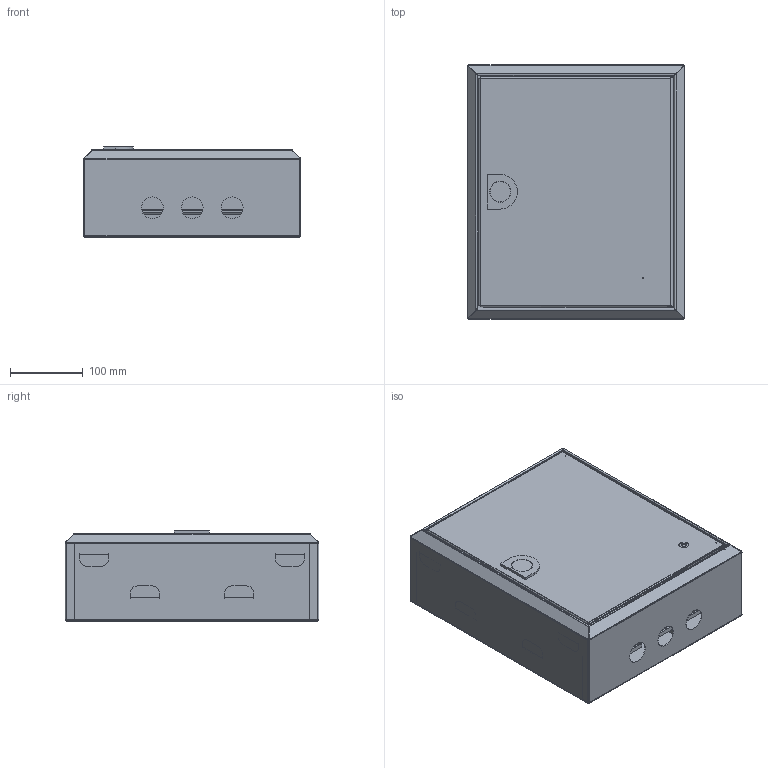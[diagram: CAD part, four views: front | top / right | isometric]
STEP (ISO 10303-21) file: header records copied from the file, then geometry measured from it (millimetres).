
FILE_DESCRIPTION (( 'STEP AP203' ), '1' );
FILE_NAME ('ÙÐÍ-24 ñ øèíàìè (350õ300õ120) IP31 EKF PROxima.STEP', '2021-07-13T07:55:34', ( '' ), ( '' ), 'SwSTEP 2.0', 'SolidWorks 2021', '' );
FILE_SCHEMA (( 'CONFIG_CONTROL_DESIGN' ));
Length unit declared in the file: millimetre
Products named in the file (29): ÌÈ-483.01.01.000 Ñòåíêà ïðàâàÿ â ñáîðå; Çàìîê ïëàñòèêîâûé; Øïèëüêà Ì6õ12; øïèëüêà îáìåäíåííàÿ Ì4õ16; hex nut style 1 gradeab_din_Hexagon Nut ISO 4032 - M4 - W - N; 63.12; ÌÈ-483.02.00.000 Äâåðü â ñáîðå; 櫻蠉錪; ÌÈ-483.03.00.000 Ôàëüøïàíåëü â ñáîðå; 櫻蠉錪_1; ÌÈ-1664.01.01.001 Ñòåíêà ëåâàÿ; ÌÈ-1665.01.01.000 Ñòåíêà çàäíÿÿ â ñáîðå; pan head cross recess screw_din_ISO 7045 - M4 x 8 - Z --- 8N; ÌÈ-1665.01.00.000 Êîðïóñ â ñáîðå; hex flange nut_din_Hexagon Flange Nut DIN 6923 - M6 - N; DIN-ðåéêà; Èçîëÿòîð-ñòîéêà; ÌÈ-483.03.00.001 Ôàëüøïàíåëü; 櫻蠉錪_2; Êðîíøòåéí 40õ40; Çàêëåïêà öèëèíäðè÷åñêàÿ Ì4 ÑÒ-Á ñ âíóòðåííåé ðåçüáîé_Œ8; ﾌﾈ-483.02.00.001 ﾄ粢; ÌÈ-1665.01.01.001 Ñòåíêà çàäíÿÿ; pan head cross recess screw_din_ISO 7045 - M4 x 16 - Z --- 16N; Øèíà 63.12  èçîëÿòîð ñòîéêà; ÌÈ-1664.01.01.000 Ñòåíêà ëåâàÿ â ñáîðå; cross ph tapping 968_din_Screw DIN 968-ST4.2x13-C-H-N; ÙÐÍ-24 ñ øèíàìè (350õ300õ120) IP31 EKF PROxima; ÌÈ-483.01.01.001 Ñòåíêà ïðàâàÿ
Assembly tree (57 placements, depth 4):
  ÙÐÍ-24 ñ øèíàìè (350õ300õ120) IP31 EKF PROxima
    ÌÈ-1665.01.00.000 Êîðïóñ â ñáîðå
      ÌÈ-483.01.01.000 Ñòåíêà ïðàâàÿ â ñáîðå
        ÌÈ-483.01.01.001 Ñòåíêà ïðàâàÿ
        Êðîíøòåéí 40õ40  x4
        Øïèëüêà Ì6õ12
      ÌÈ-1665.01.01.000 Ñòåíêà çàäíÿÿ â ñáîðå
        ÌÈ-1665.01.01.001 Ñòåíêà çàäíÿÿ
        øïèëüêà îáìåäíåííàÿ Ì4õ16  x4
      ÌÈ-1664.01.01.000 Ñòåíêà ëåâàÿ â ñáîðå
        ÌÈ-1664.01.01.001 Ñòåíêà ëåâàÿ
        Êðîíøòåéí 40õ40  x4
    ÌÈ-483.02.00.000 Äâåðü â ñáîðå
      ﾌﾈ-483.02.00.001 ﾄ粢
      Øïèëüêà Ì6õ12
      Çàêëåïêà öèëèíäðè÷åñêàÿ Ì4 ÑÒ-Á ñ âíóòðåííåé ðåçüáîé_Œ8  x2
      Çàìîê ïëàñòèêîâûé
        櫻蠉錪
        櫻蠉錪_1
        櫻蠉錪_2
    hex flange nut_din_Hexagon Flange Nut DIN 6923 - M6 - N  x2
    DIN-ðåéêà  x2
    ÌÈ-483.03.00.000 Ôàëüøïàíåëü â ñáîðå
      ÌÈ-483.03.00.001 Ôàëüøïàíåëü
      Øïèëüêà Ì6õ12
    cross ph tapping 968_din_Screw DIN 968-ST4.2x13-C-H-N  x8
    pan head cross recess screw_din_ISO 7045 - M4 x 16 - Z --- 16N  x2
    Øèíà 63.12  èçîëÿòîð ñòîéêà  x4
      Èçîëÿòîð-ñòîéêà
      63.12
      pan head cross recess screw_din_ISO 7045 - M4 x 8 - Z --- 8N
    hex nut style 1 gradeab_din_Hexagon Nut ISO 4032 - M4 - W - N  x4
Bounding box: 300 x 350 x 124.88 mm (x, y, z)
Volume: 402592.5 mm3; surface area: 1030009.5 mm2
Topology: 55 solids, 55 shells, 1844 faces, 4605 edges, 2902 vertices
Faces by surface type: plane 931, cylinder 559, bspline 148, cone 142, torus 36, sphere 28
Entity records: 33232 total; most frequent: CARTESIAN_POINT 8883, ORIENTED_EDGE 4250, DIRECTION 4161, EDGE_CURVE 2125, AXIS2_PLACEMENT_3D 1423, VERTEX_POINT 1321, LINE 1315, VECTOR 1315
